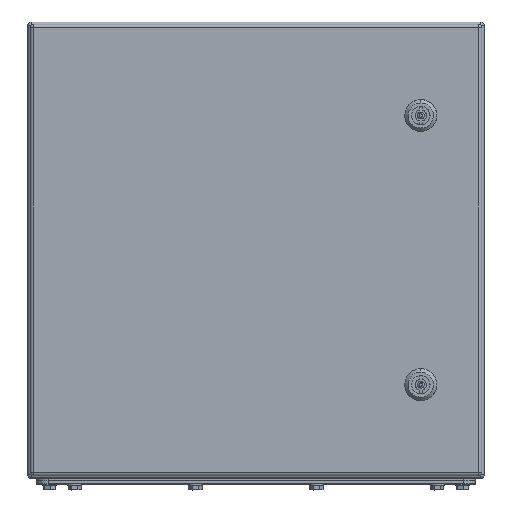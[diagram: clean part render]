
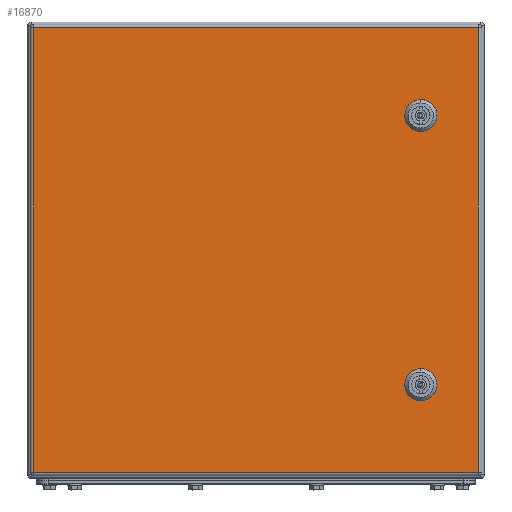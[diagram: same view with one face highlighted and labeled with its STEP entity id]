
A CAD part, top view. The second image highlights one B-rep face of the part: STEP entity #16870.
In plain terms, the highlighted planar face has unit normal (0, 0, 1).
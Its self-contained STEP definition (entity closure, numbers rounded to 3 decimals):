
#16711=AXIS2_PLACEMENT_3D('Plane Axis2P3D',#16708,#16709,#16710) ;
#16740=AXIS2_PLACEMENT_3D('Circle Axis2P3D',#16738,#16739,$) ;
#16756=AXIS2_PLACEMENT_3D('Circle Axis2P3D',#16754,#16755,$) ;
#16770=AXIS2_PLACEMENT_3D('Circle Axis2P3D',#16768,#16769,$) ;
#16784=AXIS2_PLACEMENT_3D('Circle Axis2P3D',#16782,#16783,$) ;
#16806=AXIS2_PLACEMENT_3D('Circle Axis2P3D',#16804,#16805,$) ;
#16822=AXIS2_PLACEMENT_3D('Circle Axis2P3D',#16820,#16821,$) ;
#16836=AXIS2_PLACEMENT_3D('Circle Axis2P3D',#16834,#16835,$) ;
#16850=AXIS2_PLACEMENT_3D('Circle Axis2P3D',#16848,#16849,$) ;
#16461=CARTESIAN_POINT('Vertex',(5.,15.,200.)) ;
#16464=CARTESIAN_POINT('Line Origine',(5.,210.,200.)) ;
#16468=CARTESIAN_POINT('Vertex',(5.,405.,200.)) ;
#16708=CARTESIAN_POINT('Axis2P3D Location',(200.,210.,200.)) ;
#16713=CARTESIAN_POINT('Line Origine',(395.,210.,200.)) ;
#16717=CARTESIAN_POINT('Vertex',(395.,15.,200.)) ;
#16719=CARTESIAN_POINT('Vertex',(395.,405.,200.)) ;
#16722=CARTESIAN_POINT('Line Origine',(200.,405.,200.)) ;
#16727=CARTESIAN_POINT('Line Origine',(200.,15.,200.)) ;
#16738=CARTESIAN_POINT('Axis2P3D Location',(344.5,330.,200.)) ;
#16742=CARTESIAN_POINT('Vertex',(339.863,340.25,200.)) ;
#16744=CARTESIAN_POINT('Vertex',(334.25,334.637,200.)) ;
#16747=CARTESIAN_POINT('Line Origine',(344.5,340.25,200.)) ;
#16751=CARTESIAN_POINT('Vertex',(349.137,340.25,200.)) ;
#16754=CARTESIAN_POINT('Axis2P3D Location',(344.5,330.,200.)) ;
#16758=CARTESIAN_POINT('Vertex',(354.75,334.637,200.)) ;
#16761=CARTESIAN_POINT('Line Origine',(354.75,330.,200.)) ;
#16765=CARTESIAN_POINT('Vertex',(354.75,325.363,200.)) ;
#16768=CARTESIAN_POINT('Axis2P3D Location',(344.5,330.,200.)) ;
#16772=CARTESIAN_POINT('Vertex',(349.137,319.75,200.)) ;
#16775=CARTESIAN_POINT('Line Origine',(344.5,319.75,200.)) ;
#16779=CARTESIAN_POINT('Vertex',(339.863,319.75,200.)) ;
#16782=CARTESIAN_POINT('Axis2P3D Location',(344.5,330.,200.)) ;
#16786=CARTESIAN_POINT('Vertex',(334.25,325.363,200.)) ;
#16789=CARTESIAN_POINT('Line Origine',(334.25,330.,200.)) ;
#16804=CARTESIAN_POINT('Axis2P3D Location',(344.5,90.,200.)) ;
#16808=CARTESIAN_POINT('Vertex',(339.863,100.25,200.)) ;
#16810=CARTESIAN_POINT('Vertex',(334.25,94.637,200.)) ;
#16813=CARTESIAN_POINT('Line Origine',(344.5,100.25,200.)) ;
#16817=CARTESIAN_POINT('Vertex',(349.137,100.25,200.)) ;
#16820=CARTESIAN_POINT('Axis2P3D Location',(344.5,90.,200.)) ;
#16824=CARTESIAN_POINT('Vertex',(354.75,94.637,200.)) ;
#16827=CARTESIAN_POINT('Line Origine',(354.75,90.,200.)) ;
#16831=CARTESIAN_POINT('Vertex',(354.75,85.363,200.)) ;
#16834=CARTESIAN_POINT('Axis2P3D Location',(344.5,90.,200.)) ;
#16838=CARTESIAN_POINT('Vertex',(349.137,79.75,200.)) ;
#16841=CARTESIAN_POINT('Line Origine',(344.5,79.75,200.)) ;
#16845=CARTESIAN_POINT('Vertex',(339.863,79.75,200.)) ;
#16848=CARTESIAN_POINT('Axis2P3D Location',(344.5,90.,200.)) ;
#16852=CARTESIAN_POINT('Vertex',(334.25,85.363,200.)) ;
#16855=CARTESIAN_POINT('Line Origine',(334.25,90.,200.)) ;
#16465=DIRECTION('Vector Direction',(0.,1.,0.)) ;
#16709=DIRECTION('Axis2P3D Direction',(0.,0.,1.)) ;
#16710=DIRECTION('Axis2P3D XDirection',(1.,0.,0.)) ;
#16714=DIRECTION('Vector Direction',(0.,1.,0.)) ;
#16723=DIRECTION('Vector Direction',(-1.,0.,0.)) ;
#16728=DIRECTION('Vector Direction',(1.,0.,0.)) ;
#16739=DIRECTION('Axis2P3D Direction',(0.,0.,1.)) ;
#16748=DIRECTION('Vector Direction',(-1.,0.,0.)) ;
#16755=DIRECTION('Axis2P3D Direction',(0.,0.,1.)) ;
#16762=DIRECTION('Vector Direction',(0.,1.,0.)) ;
#16769=DIRECTION('Axis2P3D Direction',(0.,0.,1.)) ;
#16776=DIRECTION('Vector Direction',(1.,0.,0.)) ;
#16783=DIRECTION('Axis2P3D Direction',(0.,0.,1.)) ;
#16790=DIRECTION('Vector Direction',(0.,-1.,0.)) ;
#16805=DIRECTION('Axis2P3D Direction',(0.,0.,1.)) ;
#16814=DIRECTION('Vector Direction',(-1.,0.,0.)) ;
#16821=DIRECTION('Axis2P3D Direction',(0.,0.,1.)) ;
#16828=DIRECTION('Vector Direction',(0.,1.,0.)) ;
#16835=DIRECTION('Axis2P3D Direction',(0.,0.,1.)) ;
#16842=DIRECTION('Vector Direction',(1.,0.,0.)) ;
#16849=DIRECTION('Axis2P3D Direction',(0.,0.,1.)) ;
#16856=DIRECTION('Vector Direction',(0.,-1.,0.)) ;
#16466=VECTOR('Line Direction',#16465,1.) ;
#16715=VECTOR('Line Direction',#16714,1.) ;
#16724=VECTOR('Line Direction',#16723,1.) ;
#16729=VECTOR('Line Direction',#16728,1.) ;
#16749=VECTOR('Line Direction',#16748,1.) ;
#16763=VECTOR('Line Direction',#16762,1.) ;
#16777=VECTOR('Line Direction',#16776,1.) ;
#16791=VECTOR('Line Direction',#16790,1.) ;
#16815=VECTOR('Line Direction',#16814,1.) ;
#16829=VECTOR('Line Direction',#16828,1.) ;
#16843=VECTOR('Line Direction',#16842,1.) ;
#16857=VECTOR('Line Direction',#16856,1.) ;
#16733=ORIENTED_EDGE('',*,*,#16721,.T.) ;
#16734=ORIENTED_EDGE('',*,*,#16726,.T.) ;
#16735=ORIENTED_EDGE('',*,*,#16470,.T.) ;
#16736=ORIENTED_EDGE('',*,*,#16731,.T.) ;
#16795=ORIENTED_EDGE('',*,*,#16746,.F.) ;
#16796=ORIENTED_EDGE('',*,*,#16753,.F.) ;
#16797=ORIENTED_EDGE('',*,*,#16760,.F.) ;
#16798=ORIENTED_EDGE('',*,*,#16767,.F.) ;
#16799=ORIENTED_EDGE('',*,*,#16774,.F.) ;
#16800=ORIENTED_EDGE('',*,*,#16781,.F.) ;
#16801=ORIENTED_EDGE('',*,*,#16788,.F.) ;
#16802=ORIENTED_EDGE('',*,*,#16793,.F.) ;
#16861=ORIENTED_EDGE('',*,*,#16812,.F.) ;
#16862=ORIENTED_EDGE('',*,*,#16819,.F.) ;
#16863=ORIENTED_EDGE('',*,*,#16826,.F.) ;
#16864=ORIENTED_EDGE('',*,*,#16833,.F.) ;
#16865=ORIENTED_EDGE('',*,*,#16840,.F.) ;
#16866=ORIENTED_EDGE('',*,*,#16847,.F.) ;
#16867=ORIENTED_EDGE('',*,*,#16854,.F.) ;
#16868=ORIENTED_EDGE('',*,*,#16859,.F.) ;
#16803=FACE_BOUND('',#16794,.T.) ;
#16869=FACE_BOUND('',#16860,.T.) ;
#16870=ADVANCED_FACE('76198_ZUB_DE_QL_KEBI_400x400-1/76198_DE_QL_KEBI_400x400-1-solid1',(#16737,#16803,#16869),#16712,.T.) ;
#16741=CIRCLE('generated circle',#16740,11.25) ;
#16757=CIRCLE('generated circle',#16756,11.25) ;
#16771=CIRCLE('generated circle',#16770,11.25) ;
#16785=CIRCLE('generated circle',#16784,11.25) ;
#16807=CIRCLE('generated circle',#16806,11.25) ;
#16823=CIRCLE('generated circle',#16822,11.25) ;
#16837=CIRCLE('generated circle',#16836,11.25) ;
#16851=CIRCLE('generated circle',#16850,11.25) ;
#16470=EDGE_CURVE('',#16469,#16462,#16467,.F.) ;
#16721=EDGE_CURVE('',#16718,#16720,#16716,.T.) ;
#16726=EDGE_CURVE('',#16720,#16469,#16725,.T.) ;
#16731=EDGE_CURVE('',#16462,#16718,#16730,.T.) ;
#16746=EDGE_CURVE('',#16743,#16745,#16741,.T.) ;
#16753=EDGE_CURVE('',#16752,#16743,#16750,.T.) ;
#16760=EDGE_CURVE('',#16759,#16752,#16757,.T.) ;
#16767=EDGE_CURVE('',#16766,#16759,#16764,.T.) ;
#16774=EDGE_CURVE('',#16773,#16766,#16771,.T.) ;
#16781=EDGE_CURVE('',#16780,#16773,#16778,.T.) ;
#16788=EDGE_CURVE('',#16787,#16780,#16785,.T.) ;
#16793=EDGE_CURVE('',#16745,#16787,#16792,.T.) ;
#16812=EDGE_CURVE('',#16809,#16811,#16807,.T.) ;
#16819=EDGE_CURVE('',#16818,#16809,#16816,.T.) ;
#16826=EDGE_CURVE('',#16825,#16818,#16823,.T.) ;
#16833=EDGE_CURVE('',#16832,#16825,#16830,.T.) ;
#16840=EDGE_CURVE('',#16839,#16832,#16837,.T.) ;
#16847=EDGE_CURVE('',#16846,#16839,#16844,.T.) ;
#16854=EDGE_CURVE('',#16853,#16846,#16851,.T.) ;
#16859=EDGE_CURVE('',#16811,#16853,#16858,.T.) ;
#16732=EDGE_LOOP('',(#16733,#16734,#16735,#16736)) ;
#16794=EDGE_LOOP('',(#16795,#16796,#16797,#16798,#16799,#16800,#16801,#16802)) ;
#16860=EDGE_LOOP('',(#16861,#16862,#16863,#16864,#16865,#16866,#16867,#16868)) ;
#16737=FACE_OUTER_BOUND('',#16732,.T.) ;
#16467=LINE('Line',#16464,#16466) ;
#16716=LINE('Line',#16713,#16715) ;
#16725=LINE('Line',#16722,#16724) ;
#16730=LINE('Line',#16727,#16729) ;
#16750=LINE('Line',#16747,#16749) ;
#16764=LINE('Line',#16761,#16763) ;
#16778=LINE('Line',#16775,#16777) ;
#16792=LINE('Line',#16789,#16791) ;
#16816=LINE('Line',#16813,#16815) ;
#16830=LINE('Line',#16827,#16829) ;
#16844=LINE('Line',#16841,#16843) ;
#16858=LINE('Line',#16855,#16857) ;
#16712=PLANE('',#16711) ;
#16462=VERTEX_POINT('',#16461) ;
#16469=VERTEX_POINT('',#16468) ;
#16718=VERTEX_POINT('',#16717) ;
#16720=VERTEX_POINT('',#16719) ;
#16743=VERTEX_POINT('',#16742) ;
#16745=VERTEX_POINT('',#16744) ;
#16752=VERTEX_POINT('',#16751) ;
#16759=VERTEX_POINT('',#16758) ;
#16766=VERTEX_POINT('',#16765) ;
#16773=VERTEX_POINT('',#16772) ;
#16780=VERTEX_POINT('',#16779) ;
#16787=VERTEX_POINT('',#16786) ;
#16809=VERTEX_POINT('',#16808) ;
#16811=VERTEX_POINT('',#16810) ;
#16818=VERTEX_POINT('',#16817) ;
#16825=VERTEX_POINT('',#16824) ;
#16832=VERTEX_POINT('',#16831) ;
#16839=VERTEX_POINT('',#16838) ;
#16846=VERTEX_POINT('',#16845) ;
#16853=VERTEX_POINT('',#16852) ;
